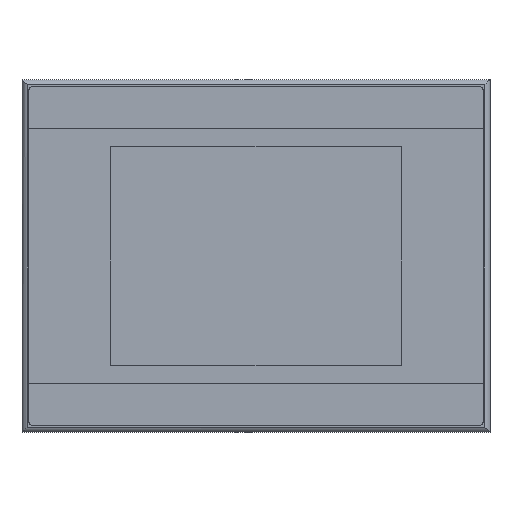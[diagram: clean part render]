
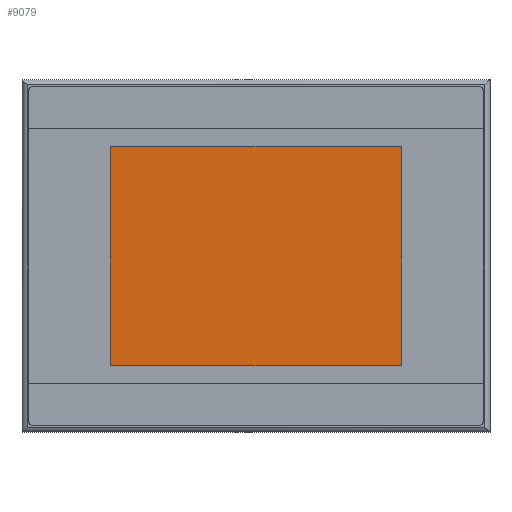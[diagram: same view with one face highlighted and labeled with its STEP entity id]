
A CAD part, top view. The second image highlights one B-rep face of the part: STEP entity #9079.
In plain terms, the highlighted planar face has unit normal (0, 0, 1).
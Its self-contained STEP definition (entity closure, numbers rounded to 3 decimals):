
#3498 = VERTEX_POINT ( 'NONE', #11497 ) ;
#3505 = VERTEX_POINT ( 'NONE', #11504 ) ;
#3518 = VERTEX_POINT ( 'NONE', #11517 ) ;
#3530 = VERTEX_POINT ( 'NONE', #11529 ) ;
#3543 = VERTEX_POINT ( 'NONE', #11542 ) ;
#3554 = VERTEX_POINT ( 'NONE', #11553 ) ;
#3576 = VERTEX_POINT ( 'NONE', #11575 ) ;
#3629 = VERTEX_POINT ( 'NONE', #11628 ) ;
#6304 = ORIENTED_EDGE ( 'NONE', *, *, #13792, .T. ) ;
#6306 = ORIENTED_EDGE ( 'NONE', *, *, #13803, .T. ) ;
#6307 = ORIENTED_EDGE ( 'NONE', *, *, #13788, .T. ) ;
#6308 = ORIENTED_EDGE ( 'NONE', *, *, #13790, .T. ) ;
#6309 = ORIENTED_EDGE ( 'NONE', *, *, #13794, .T. ) ;
#6310 = ORIENTED_EDGE ( 'NONE', *, *, #13796, .T. ) ;
#6311 = ORIENTED_EDGE ( 'NONE', *, *, #13798, .T. ) ;
#6312 = ORIENTED_EDGE ( 'NONE', *, *, #13800, .T. ) ;
#8012 = EDGE_LOOP ( 'NONE', ( #6306, #6307, #6308, #6304, #6309, #6310, #6311, #6312 ) ) ;
#9079 = ADVANCED_FACE ( 'PLANAR_285', ( #14943 ), #16013, .T. ) ;
#11497 = CARTESIAN_POINT ( 'NONE',  ( 106.2, -80.8, 51.21 ) ) ;
#11504 = CARTESIAN_POINT ( 'NONE',  ( 107.2, -79.8, 51.21 ) ) ;
#11517 = CARTESIAN_POINT ( 'NONE',  ( 107.2, 79.8, 51.21 ) ) ;
#11529 = CARTESIAN_POINT ( 'NONE',  ( -107.2, -79.8, 51.21 ) ) ;
#11542 = CARTESIAN_POINT ( 'NONE',  ( -107.2, 79.8, 51.21 ) ) ;
#11553 = CARTESIAN_POINT ( 'NONE',  ( -106.2, 80.8, 51.21 ) ) ;
#11575 = CARTESIAN_POINT ( 'NONE',  ( 106.2, 80.8, 51.21 ) ) ;
#11628 = CARTESIAN_POINT ( 'NONE',  ( -106.2, -80.8, 51.21 ) ) ;
#11849 = AXIS2_PLACEMENT_3D ( 'NONE', #16014, #16015, #16016 ) ;
#13788 = EDGE_CURVE ( 'NONE', #3629, #3498, #17061, .T. ) ;
#13790 = EDGE_CURVE ( 'NONE', #3498, #3505, #19429, .T. ) ;
#13792 = EDGE_CURVE ( 'NONE', #3505, #3518, #17064, .T. ) ;
#13794 = EDGE_CURVE ( 'NONE', #3518, #3576, #19435, .T. ) ;
#13796 = EDGE_CURVE ( 'NONE', #3576, #3554, #17067, .T. ) ;
#13798 = EDGE_CURVE ( 'NONE', #3554, #3543, #19441, .T. ) ;
#13800 = EDGE_CURVE ( 'NONE', #3543, #3530, #17070, .T. ) ;
#13803 = EDGE_CURVE ( 'NONE', #3530, #3629, #19448, .T. ) ;
#14943 = FACE_OUTER_BOUND ( 'NONE', #8012, .T. ) ;
#16013 = PLANE ( 'NONE',  #11849 ) ;
#16014 = CARTESIAN_POINT ( 'NONE',  ( -106.2, -79.8, 51.21 ) ) ;
#16015 = DIRECTION ( 'NONE',  ( 0., 0., 1. ) ) ;
#16016 = DIRECTION ( 'NONE',  ( 1., 0., 0. ) ) ;
#17061 = LINE ( 'NONE', #18356, #19428 ) ;
#17064 = LINE ( 'NONE', #18365, #19434 ) ;
#17067 = LINE ( 'NONE', #18374, #19440 ) ;
#17070 = LINE ( 'NONE', #18383, #19445 ) ;
#18356 = CARTESIAN_POINT ( 'NONE',  ( -106.2, -80.8, 51.21 ) ) ;
#18357 = DIRECTION ( 'NONE',  ( 1., 0., 0. ) ) ;
#18360 = CARTESIAN_POINT ( 'NONE',  ( 106.2, -79.8, 51.21 ) ) ;
#18361 = DIRECTION ( 'NONE',  ( 0., 0., 1. ) ) ;
#18362 = DIRECTION ( 'NONE',  ( 1., 0., 0. ) ) ;
#18365 = CARTESIAN_POINT ( 'NONE',  ( 107.2, -79.8, 51.21 ) ) ;
#18366 = DIRECTION ( 'NONE',  ( 0., 1., 0. ) ) ;
#18369 = CARTESIAN_POINT ( 'NONE',  ( 106.2, 79.8, 51.21 ) ) ;
#18370 = DIRECTION ( 'NONE',  ( 0., 0., 1. ) ) ;
#18371 = DIRECTION ( 'NONE',  ( 1., 0., 0. ) ) ;
#18374 = CARTESIAN_POINT ( 'NONE',  ( 106.2, 80.8, 51.21 ) ) ;
#18375 = DIRECTION ( 'NONE',  ( -1., 0., 0. ) ) ;
#18378 = CARTESIAN_POINT ( 'NONE',  ( -106.2, 79.8, 51.21 ) ) ;
#18379 = DIRECTION ( 'NONE',  ( 0., 0., 1. ) ) ;
#18380 = DIRECTION ( 'NONE',  ( 1., 0., 0. ) ) ;
#18383 = CARTESIAN_POINT ( 'NONE',  ( -107.2, 79.8, 51.21 ) ) ;
#18384 = DIRECTION ( 'NONE',  ( 0., -1., 0. ) ) ;
#18389 = CARTESIAN_POINT ( 'NONE',  ( -106.2, -79.8, 51.21 ) ) ;
#18390 = DIRECTION ( 'NONE',  ( 0., 0., 1. ) ) ;
#18391 = DIRECTION ( 'NONE',  ( 1., 0., 0. ) ) ;
#19428 = VECTOR ( 'NONE', #18357, 1000. ) ;
#19429 = CIRCLE ( 'NONE', #19431, 1. ) ;
#19431 = AXIS2_PLACEMENT_3D ( 'NONE', #18360, #18361, #18362 ) ;
#19434 = VECTOR ( 'NONE', #18366, 1000. ) ;
#19435 = CIRCLE ( 'NONE', #19437, 1. ) ;
#19437 = AXIS2_PLACEMENT_3D ( 'NONE', #18369, #18370, #18371 ) ;
#19440 = VECTOR ( 'NONE', #18375, 1000. ) ;
#19441 = CIRCLE ( 'NONE', #19443, 1. ) ;
#19443 = AXIS2_PLACEMENT_3D ( 'NONE', #18378, #18379, #18380 ) ;
#19445 = VECTOR ( 'NONE', #18384, 1000. ) ;
#19448 = CIRCLE ( 'NONE', #19450, 1. ) ;
#19450 = AXIS2_PLACEMENT_3D ( 'NONE', #18389, #18390, #18391 ) ;
